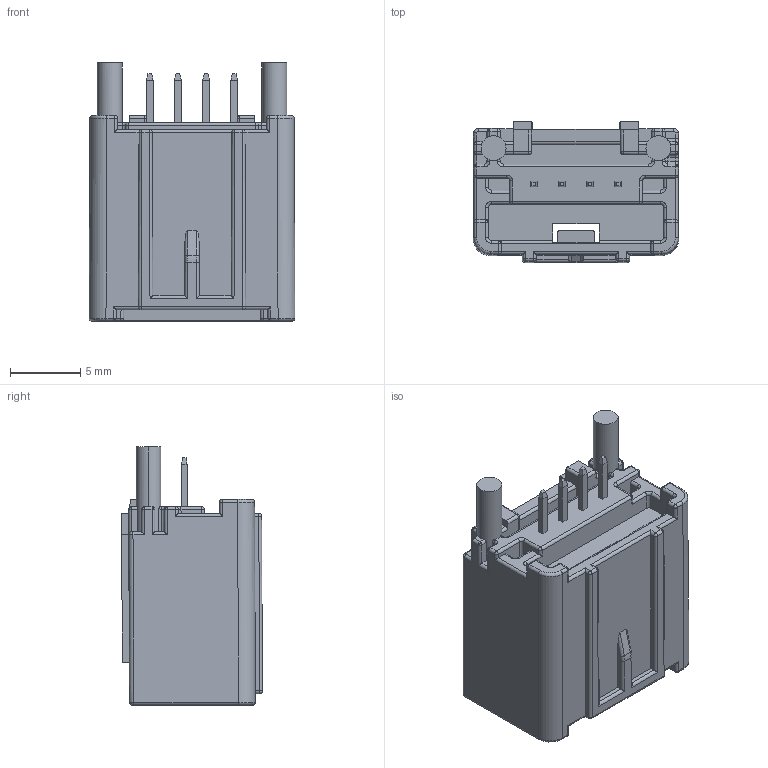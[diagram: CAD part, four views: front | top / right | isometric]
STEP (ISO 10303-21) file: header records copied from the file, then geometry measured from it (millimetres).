
FILE_DESCRIPTION((''),'2;1');
FILE_NAME('347920040','2014-06-12T',('me'),(''),'PRO/ENGINEER BY PARAMETRIC TECHNOLOGY CORPORATION, 2011490','PRO/ENGINEER BY PARAMETRIC TECHNOLOGY CORPORATION, 2011490','');
FILE_SCHEMA(('CONFIG_CONTROL_DESIGN'));
Length unit declared in the file: millimetre
Products named in the file (1): 347920040
Bounding box: 14.62 x 10 x 18.33 mm (x, y, z)
Volume: 809.4 mm3; surface area: 1694.5 mm2
Topology: 1 solids, 1 shells, 588 faces, 1522 edges, 917 vertices
Faces by surface type: plane 277, cylinder 202, bspline 73, sphere 34, torus 2
Entity records: 24705 total; most frequent: CARTESIAN_POINT 11126, ORIENTED_EDGE 2964, DIRECTION 2545, EDGE_CURVE 1482, VECTOR 935, LINE 935, VERTEX_POINT 905, AXIS2_PLACEMENT_3D 805
